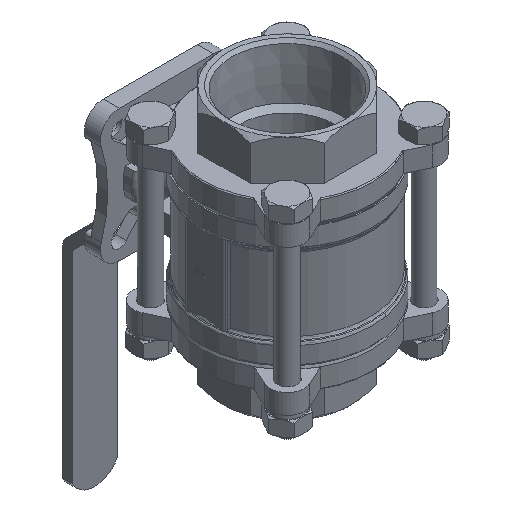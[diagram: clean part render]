
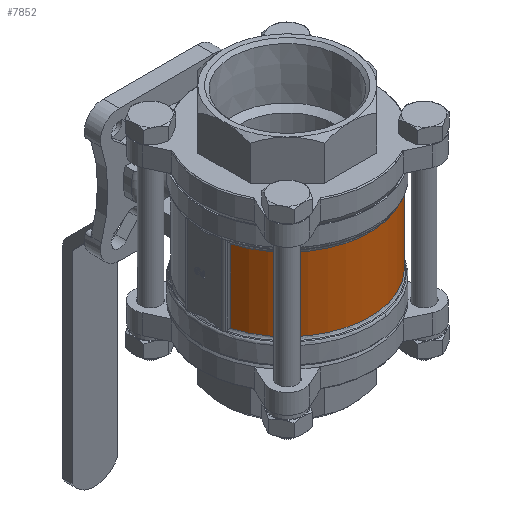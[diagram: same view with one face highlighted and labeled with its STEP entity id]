
A CAD part, isometric view. The second image highlights one B-rep face of the part: STEP entity #7852.
In plain terms, the highlighted cylindrical face has radius 43.75 mm (diameter 87.5 mm), a partial arc.
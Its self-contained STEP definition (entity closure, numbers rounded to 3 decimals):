
#113=LINE('',#12578,#554);
#114=LINE('',#12579,#555);
#554=VECTOR('',#9621,1000.);
#555=VECTOR('',#9622,1000.);
#958=CYLINDRICAL_SURFACE('',#8492,43.75);
#1371=CIRCLE('',#8465,43.75);
#1375=CIRCLE('',#8473,43.75);
#2060=ORIENTED_EDGE('',*,*,#4353,.T.);
#2061=ORIENTED_EDGE('',*,*,#4404,.T.);
#2062=ORIENTED_EDGE('',*,*,#4367,.F.);
#2063=ORIENTED_EDGE('',*,*,#4405,.F.);
#4353=EDGE_CURVE('',#5510,#5509,#1371,.T.);
#4367=EDGE_CURVE('',#5522,#5523,#1375,.T.);
#4404=EDGE_CURVE('',#5509,#5523,#113,.T.);
#4405=EDGE_CURVE('',#5510,#5522,#114,.T.);
#5509=VERTEX_POINT('',#12364);
#5510=VERTEX_POINT('',#12366);
#5522=VERTEX_POINT('',#12426);
#5523=VERTEX_POINT('',#12428);
#6546=EDGE_LOOP('',(#2060,#2061,#2062,#2063));
#7138=FACE_BOUND('',#6546,.T.);
#7852=ADVANCED_FACE('',(#7138),#958,.T.);
#8465=AXIS2_PLACEMENT_3D('',#12365,#9565,#9566);
#8473=AXIS2_PLACEMENT_3D('',#12427,#9581,#9582);
#8492=AXIS2_PLACEMENT_3D('',#12577,#9619,#9620);
#9565=DIRECTION('',(0.,0.,-1.));
#9566=DIRECTION('',(-1.,0.,0.));
#9581=DIRECTION('',(0.,0.,-1.));
#9582=DIRECTION('',(-1.,0.,0.));
#9619=DIRECTION('',(0.,0.,-1.));
#9620=DIRECTION('',(-1.,0.,0.));
#9621=DIRECTION('',(0.,0.,-1.));
#9622=DIRECTION('',(0.,0.,-1.));
#12364=CARTESIAN_POINT('',(-42.07,-12.007,19.372));
#12365=CARTESIAN_POINT('',(0.,0.,19.372));
#12366=CARTESIAN_POINT('',(42.07,-12.007,19.372));
#12426=CARTESIAN_POINT('',(42.07,-12.007,-19.372));
#12427=CARTESIAN_POINT('',(0.,0.,-19.372));
#12428=CARTESIAN_POINT('',(-42.07,-12.007,-19.372));
#12577=CARTESIAN_POINT('',(0.,0.,-43.8));
#12578=CARTESIAN_POINT('',(-42.07,-12.007,0.));
#12579=CARTESIAN_POINT('',(42.07,-12.007,0.));
